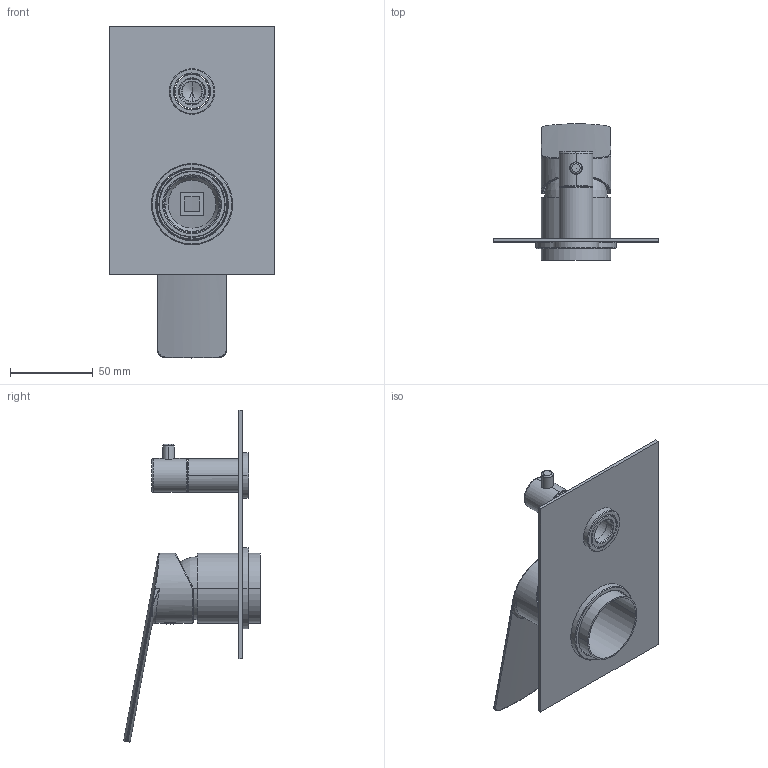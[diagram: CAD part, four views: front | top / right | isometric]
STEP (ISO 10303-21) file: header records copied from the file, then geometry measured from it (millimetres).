
FILE_DESCRIPTION((''),'2;1');
FILE_NAME('ATAO608','2021-05-26T17:46:58',('Michela Ferrini'),(''),'CREO PARAMETRIC BY PTC INC, 2020281','CREO PARAMETRIC BY PTC INC, 2020281','');
FILE_SCHEMA(('CONFIG_CONTROL_DESIGN'));
Length unit declared in the file: millimetre
Products named in the file (13): SINMAC0008; SCCMAC0005; ATAO005C001; SPLMAC0001; SDVMAC0005; AOTT005C003; AOTT005C004; AOTT608C001; AOTT608C002; AOTT608C003; AOTT608W001; ATAO608A001; ATAO608
Assembly tree (12 placements, depth 4):
  ATAO608
    ATAO608A001
      SINMAC0008
      SCCMAC0005
      ATAO005C001
      SPLMAC0001
      SDVMAC0005
      AOTT005C003
      AOTT005C004
      AOTT608W001
        AOTT608C001
        AOTT608C002
        AOTT608C003
Bounding box: 100 x 82.42 x 200.27 mm (x, y, z)
Volume: 59330.9 mm3; surface area: 68746 mm2
Topology: 10 solids, 13 shells, 234 faces, 550 edges, 350 vertices
Faces by surface type: cylinder 80, plane 50, cone 44, bspline 27, torus 23, sphere 10
Entity records: 8539 total; most frequent: CARTESIAN_POINT 2818, DIRECTION 1259, ORIENTED_EDGE 1050, AXIS2_PLACEMENT_3D 539, EDGE_CURVE 531, VERTEX_POINT 328, EDGE_LOOP 265, CIRCLE 263
